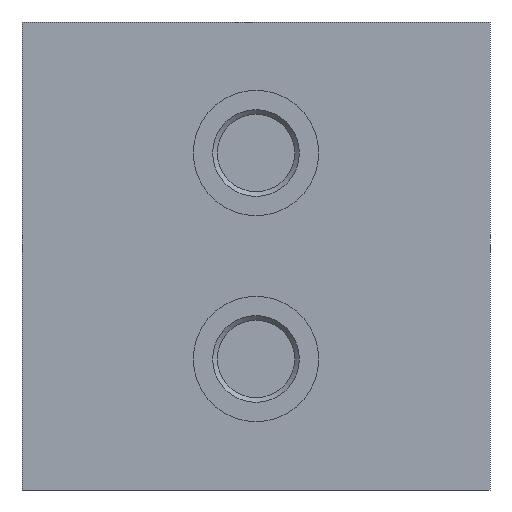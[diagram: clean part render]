
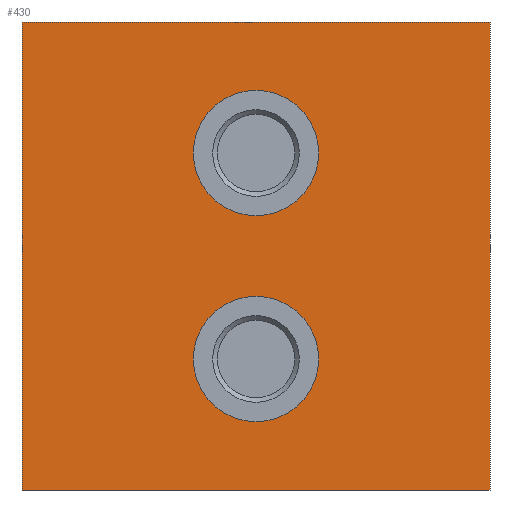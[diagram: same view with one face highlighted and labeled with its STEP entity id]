
A CAD part, front view. The second image highlights one B-rep face of the part: STEP entity #430.
In plain terms, the highlighted planar face has unit normal (0, -1, 0).
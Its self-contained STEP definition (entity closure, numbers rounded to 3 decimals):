
#32=FACE_BOUND('',#99,.T.);
#33=FACE_BOUND('',#100,.T.);
#53=PLANE('',#529);
#73=FACE_OUTER_BOUND('',#98,.T.);
#98=EDGE_LOOP('',(#366,#367,#368,#369));
#99=EDGE_LOOP('',(#370));
#100=EDGE_LOOP('',(#371));
#114=LINE('',#700,#157);
#127=LINE('',#725,#170);
#147=LINE('',#765,#190);
#148=LINE('',#767,#191);
#157=VECTOR('',#575,10.);
#170=VECTOR('',#590,10.);
#190=VECTOR('',#630,10.);
#191=VECTOR('',#633,10.);
#197=CIRCLE('',#510,3.35);
#199=CIRCLE('',#514,3.35);
#209=VERTEX_POINT('',#682);
#211=VERTEX_POINT('',#689);
#213=VERTEX_POINT('',#696);
#215=VERTEX_POINT('',#699);
#225=VERTEX_POINT('',#721);
#236=VERTEX_POINT('',#763);
#245=EDGE_CURVE('',#209,#209,#197,.T.);
#248=EDGE_CURVE('',#211,#211,#199,.T.);
#252=EDGE_CURVE('',#215,#213,#114,.T.);
#265=EDGE_CURVE('',#225,#215,#127,.T.);
#285=EDGE_CURVE('',#213,#236,#147,.T.);
#286=EDGE_CURVE('',#236,#225,#148,.T.);
#366=ORIENTED_EDGE('',*,*,#286,.T.);
#367=ORIENTED_EDGE('',*,*,#265,.T.);
#368=ORIENTED_EDGE('',*,*,#252,.T.);
#369=ORIENTED_EDGE('',*,*,#285,.T.);
#370=ORIENTED_EDGE('',*,*,#245,.T.);
#371=ORIENTED_EDGE('',*,*,#248,.T.);
#430=ADVANCED_FACE('',(#73,#32,#33),#53,.T.);
#510=AXIS2_PLACEMENT_3D('',#683,#556,#557);
#514=AXIS2_PLACEMENT_3D('',#690,#565,#566);
#529=AXIS2_PLACEMENT_3D('',#766,#631,#632);
#556=DIRECTION('center_axis',(0.,1.,0.));
#557=DIRECTION('ref_axis',(-1.,0.,0.));
#565=DIRECTION('center_axis',(0.,1.,0.));
#566=DIRECTION('ref_axis',(-1.,0.,0.));
#575=DIRECTION('',(1.,0.,0.));
#590=DIRECTION('',(0.,0.,-1.));
#630=DIRECTION('',(0.,0.,1.));
#631=DIRECTION('center_axis',(0.,-1.,0.));
#632=DIRECTION('ref_axis',(0.,0.,-1.));
#633=DIRECTION('',(-1.,0.,0.));
#682=CARTESIAN_POINT('',(3.35,0.,-5.5));
#683=CARTESIAN_POINT('Origin',(0.,0.,
-5.5));
#689=CARTESIAN_POINT('',(3.35,0.,5.5));
#690=CARTESIAN_POINT('Origin',(0.,0.,
5.5));
#696=CARTESIAN_POINT('',(12.5,0.,-12.5));
#699=CARTESIAN_POINT('',(-12.5,0.,-12.5));
#700=CARTESIAN_POINT('',(12.5,0.,-12.5));
#721=CARTESIAN_POINT('',(-12.5,0.,12.5));
#725=CARTESIAN_POINT('',(-12.5,0.,0.));
#763=CARTESIAN_POINT('',(12.5,0.,12.5));
#765=CARTESIAN_POINT('',(12.5,0.,0.));
#766=CARTESIAN_POINT('Origin',(12.5,0.,0.));
#767=CARTESIAN_POINT('',(12.5,0.,12.5));
